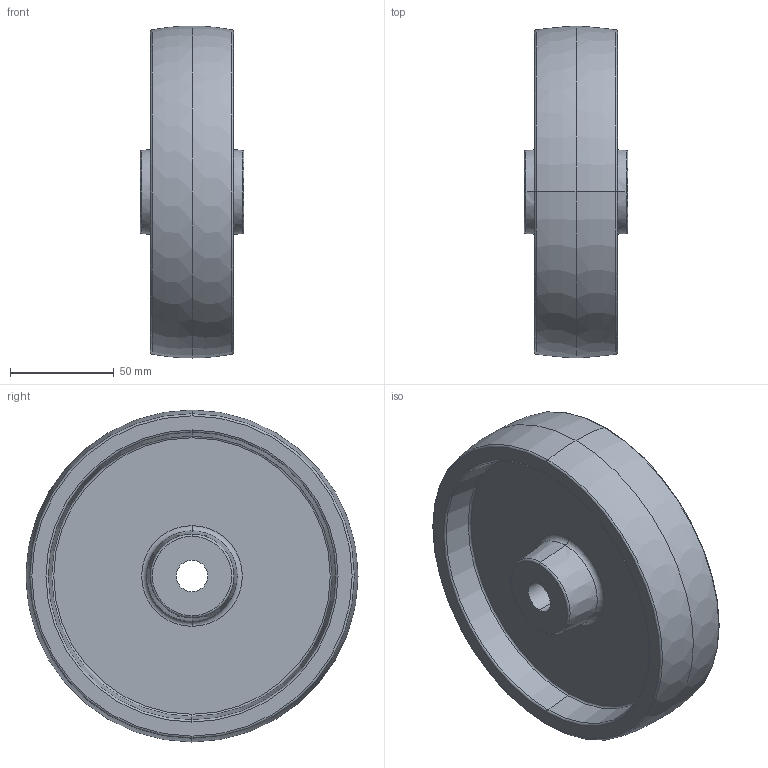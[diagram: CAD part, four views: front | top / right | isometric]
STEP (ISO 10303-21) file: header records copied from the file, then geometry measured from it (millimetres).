
FILE_DESCRIPTION (( 'STEP AP214' ), '1' );
FILE_NAME ('0022640.step', '2024-01-29T09:50:14', ( '' ), ( '' ), 'SwSTEP 2.0', 'SolidWorks 2020', '' );
FILE_SCHEMA (( 'AUTOMOTIVE_DESIGN' ));
Length unit declared in the file: millimetre
Products named in the file (1): 0022640
Bounding box: 50 x 160 x 160 mm (x, y, z)
Volume: 395425.5 mm3; surface area: 75278.2 mm2
Topology: 1 solids, 1 shells, 40 faces, 80 edges, 46 vertices
Faces by surface type: torus 24, cone 8, plane 6, cylinder 2
Entity records: 1536 total; most frequent: DIRECTION 232, CARTESIAN_POINT 167, ORIENTED_EDGE 160, AXIS2_PLACEMENT_3D 111, EDGE_CURVE 80, CIRCLE 70, VERTEX_POINT 46, EDGE_LOOP 46
